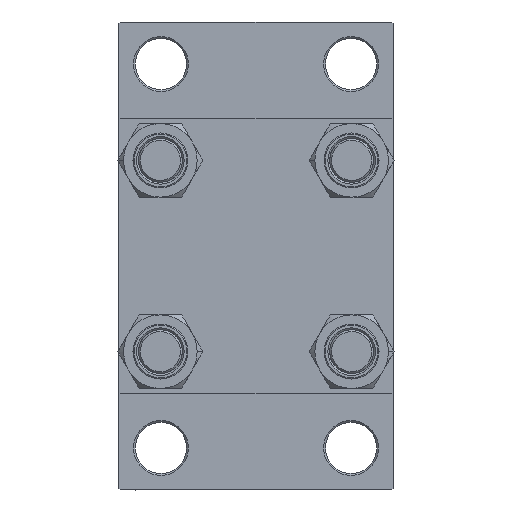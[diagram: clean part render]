
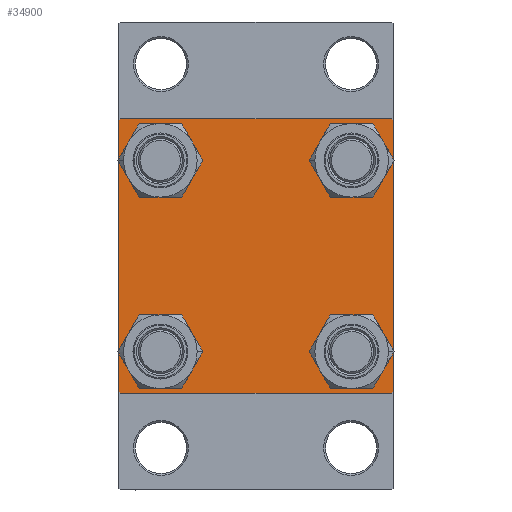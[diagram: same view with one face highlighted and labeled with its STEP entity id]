
A CAD part, left-side view. The second image highlights one B-rep face of the part: STEP entity #34900.
In plain terms, the highlighted planar face has unit normal (-1, 0, 0).
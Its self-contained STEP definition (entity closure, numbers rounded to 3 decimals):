
#69 = EDGE_CURVE ( 'NONE', #1581, #47396, #40369, .T. ) ;
#197 = ORIENTED_EDGE ( 'NONE', *, *, #4553, .T. ) ;
#399 = CARTESIAN_POINT ( 'NONE',  ( 0., 26.15, -26.15 ) ) ;
#1289 = CARTESIAN_POINT ( 'NONE',  ( 0., 37., 37.5 ) ) ;
#1581 = VERTEX_POINT ( 'NONE', #5008 ) ;
#1884 = EDGE_CURVE ( 'NONE', #15316, #17897, #38881, .T. ) ;
#2229 = ORIENTED_EDGE ( 'NONE', *, *, #4189, .T. ) ;
#2325 = PLANE ( 'NONE',  #39922 ) ;
#3147 = EDGE_CURVE ( 'NONE', #21538, #4947, #23603, .T. ) ;
#3203 = AXIS2_PLACEMENT_3D ( 'NONE', #12018, #4121, #11061 ) ;
#3295 = LINE ( 'NONE', #46933, #23280 ) ;
#3466 = DIRECTION ( 'NONE',  ( 0., -0.707, 0.707 ) ) ;
#3631 = VERTEX_POINT ( 'NONE', #20772 ) ;
#4109 = VECTOR ( 'NONE', #40785, 1000. ) ;
#4121 = DIRECTION ( 'NONE',  ( 1., 0., 0. ) ) ;
#4189 = EDGE_CURVE ( 'NONE', #3631, #28746, #25138, .T. ) ;
#4275 = ORIENTED_EDGE ( 'NONE', *, *, #3147, .T. ) ;
#4424 = DIRECTION ( 'NONE',  ( 0., 0., 1. ) ) ;
#4553 = EDGE_CURVE ( 'NONE', #40510, #1581, #38038, .T. ) ;
#4597 = CARTESIAN_POINT ( 'NONE',  ( 0., -26.15, -32.65 ) ) ;
#4947 = VERTEX_POINT ( 'NONE', #18493 ) ;
#5008 = CARTESIAN_POINT ( 'NONE',  ( 0., -37., -37.5 ) ) ;
#5617 = EDGE_LOOP ( 'NONE', ( #36812, #39013 ) ) ;
#6138 = CARTESIAN_POINT ( 'NONE',  ( 0., 0., 0. ) ) ;
#6305 = CARTESIAN_POINT ( 'NONE',  ( 0., 26.15, 26.15 ) ) ;
#6370 = DIRECTION ( 'NONE',  ( 0., 0., 1. ) ) ;
#6400 = CARTESIAN_POINT ( 'NONE',  ( 0., -37.5, 37. ) ) ;
#6824 = VECTOR ( 'NONE', #45937, 1000. ) ;
#7287 = CARTESIAN_POINT ( 'NONE',  ( 0., -37.25, -37.25 ) ) ;
#7305 = DIRECTION ( 'NONE',  ( 0., 0., -1. ) ) ;
#7759 = LINE ( 'NONE', #33917, #42285 ) ;
#7858 = AXIS2_PLACEMENT_3D ( 'NONE', #27515, #22880, #4424 ) ;
#9317 = VERTEX_POINT ( 'NONE', #37939 ) ;
#9467 = EDGE_LOOP ( 'NONE', ( #26281, #2229 ) ) ;
#9995 = CARTESIAN_POINT ( 'NONE',  ( 0., 37.25, -37.25 ) ) ;
#10090 = ORIENTED_EDGE ( 'NONE', *, *, #11303, .T. ) ;
#10583 = AXIS2_PLACEMENT_3D ( 'NONE', #42921, #38616, #13653 ) ;
#10670 = ORIENTED_EDGE ( 'NONE', *, *, #41534, .T. ) ;
#11061 = DIRECTION ( 'NONE',  ( 0., 0., 1. ) ) ;
#11303 = EDGE_CURVE ( 'NONE', #9317, #27964, #31407, .T. ) ;
#11695 = CIRCLE ( 'NONE', #7858, 6.5 ) ;
#12018 = CARTESIAN_POINT ( 'NONE',  ( 0., -26.15, 26.15 ) ) ;
#12062 = AXIS2_PLACEMENT_3D ( 'NONE', #399, #22679, #25803 ) ;
#12487 = LINE ( 'NONE', #45351, #21475 ) ;
#12919 = VERTEX_POINT ( 'NONE', #1289 ) ;
#13653 = DIRECTION ( 'NONE',  ( 0., 0., 1. ) ) ;
#14554 = AXIS2_PLACEMENT_3D ( 'NONE', #34862, #20458, #38205 ) ;
#14843 = EDGE_CURVE ( 'NONE', #28746, #3631, #39184, .T. ) ;
#15316 = VERTEX_POINT ( 'NONE', #44249 ) ;
#15731 = CARTESIAN_POINT ( 'NONE',  ( 0., 37.5, 37. ) ) ;
#16021 = EDGE_CURVE ( 'NONE', #17897, #15316, #17769, .T. ) ;
#16135 = EDGE_CURVE ( 'NONE', #16889, #40510, #39724, .T. ) ;
#16278 = DIRECTION ( 'NONE',  ( 0., 0.707, 0.707 ) ) ;
#16490 = CARTESIAN_POINT ( 'NONE',  ( 0., 37.5, -37. ) ) ;
#16889 = VERTEX_POINT ( 'NONE', #16490 ) ;
#16992 = AXIS2_PLACEMENT_3D ( 'NONE', #42624, #41898, #34964 ) ;
#17054 = VERTEX_POINT ( 'NONE', #15731 ) ;
#17112 = DIRECTION ( 'NONE',  ( 0., 0., 1. ) ) ;
#17769 = CIRCLE ( 'NONE', #16992, 6.5 ) ;
#17897 = VERTEX_POINT ( 'NONE', #32299 ) ;
#17935 = CARTESIAN_POINT ( 'NONE',  ( 0., 37., -37.5 ) ) ;
#18369 = DIRECTION ( 'NONE',  ( 0., -0.707, -0.707 ) ) ;
#18493 = CARTESIAN_POINT ( 'NONE',  ( 0., 26.15, 19.65 ) ) ;
#18655 = CARTESIAN_POINT ( 'NONE',  ( 0., -37.5, -37. ) ) ;
#19717 = VECTOR ( 'NONE', #3466, 1000. ) ;
#20182 = CARTESIAN_POINT ( 'NONE',  ( 0., -37., 37.5 ) ) ;
#20458 = DIRECTION ( 'NONE',  ( 1., 0., 0. ) ) ;
#20772 = CARTESIAN_POINT ( 'NONE',  ( 0., -26.15, 19.65 ) ) ;
#20999 = FACE_BOUND ( 'NONE', #5617, .T. ) ;
#21461 = FACE_BOUND ( 'NONE', #9467, .T. ) ;
#21475 = VECTOR ( 'NONE', #27359, 1000. ) ;
#21538 = VERTEX_POINT ( 'NONE', #43200 ) ;
#22679 = DIRECTION ( 'NONE',  ( 1., 0., 0. ) ) ;
#22862 = ORIENTED_EDGE ( 'NONE', *, *, #42627, .T. ) ;
#22880 = DIRECTION ( 'NONE',  ( 1., 0., 0. ) ) ;
#23280 = VECTOR ( 'NONE', #46469, 1000. ) ;
#23603 = CIRCLE ( 'NONE', #38914, 6.5 ) ;
#23721 = LINE ( 'NONE', #43317, #32469 ) ;
#24220 = EDGE_LOOP ( 'NONE', ( #33161, #46286, #197, #41217, #37068, #10670, #24488, #35612 ) ) ;
#24488 = ORIENTED_EDGE ( 'NONE', *, *, #44787, .F. ) ;
#25138 = CIRCLE ( 'NONE', #10583, 6.5 ) ;
#25803 = DIRECTION ( 'NONE',  ( 0., 0., 1. ) ) ;
#26281 = ORIENTED_EDGE ( 'NONE', *, *, #14843, .T. ) ;
#27048 = EDGE_LOOP ( 'NONE', ( #4275, #22862 ) ) ;
#27359 = DIRECTION ( 'NONE',  ( 0., 0., -1. ) ) ;
#27515 = CARTESIAN_POINT ( 'NONE',  ( 0., 26.15, 26.15 ) ) ;
#27964 = VERTEX_POINT ( 'NONE', #4597 ) ;
#28036 = VERTEX_POINT ( 'NONE', #20182 ) ;
#28746 = VERTEX_POINT ( 'NONE', #45898 ) ;
#29250 = VECTOR ( 'NONE', #18369, 1000. ) ;
#29303 = EDGE_CURVE ( 'NONE', #27964, #9317, #42005, .T. ) ;
#29525 = CARTESIAN_POINT ( 'NONE',  ( 0., 37.5, 37.5 ) ) ;
#31309 = AXIS2_PLACEMENT_3D ( 'NONE', #38946, #35599, #17112 ) ;
#31407 = CIRCLE ( 'NONE', #14554, 6.5 ) ;
#31798 = FACE_BOUND ( 'NONE', #34387, .T. ) ;
#32299 = CARTESIAN_POINT ( 'NONE',  ( 0., 26.15, -19.65 ) ) ;
#32469 = VECTOR ( 'NONE', #16278, 1000. ) ;
#32765 = EDGE_CURVE ( 'NONE', #42895, #47396, #12487, .T. ) ;
#33161 = ORIENTED_EDGE ( 'NONE', *, *, #37700, .T. ) ;
#33324 = DIRECTION ( 'NONE',  ( 1., 0., 0. ) ) ;
#33917 = CARTESIAN_POINT ( 'NONE',  ( 0., 37.5, 37.5 ) ) ;
#34321 = LINE ( 'NONE', #29525, #4109 ) ;
#34387 = EDGE_LOOP ( 'NONE', ( #10090, #35223 ) ) ;
#34862 = CARTESIAN_POINT ( 'NONE',  ( 0., -26.15, -26.15 ) ) ;
#34900 = ADVANCED_FACE ( 'NONE', ( #21461, #31798, #20999, #42592, #46424 ), #2325, .T. ) ;
#34964 = DIRECTION ( 'NONE',  ( 0., 0., 1. ) ) ;
#35223 = ORIENTED_EDGE ( 'NONE', *, *, #29303, .T. ) ;
#35599 = DIRECTION ( 'NONE',  ( 1., 0., 0. ) ) ;
#35612 = ORIENTED_EDGE ( 'NONE', *, *, #45155, .T. ) ;
#36101 = DIRECTION ( 'NONE',  ( -1., 0., 0. ) ) ;
#36812 = ORIENTED_EDGE ( 'NONE', *, *, #16021, .T. ) ;
#37068 = ORIENTED_EDGE ( 'NONE', *, *, #32765, .F. ) ;
#37700 = EDGE_CURVE ( 'NONE', #17054, #16889, #7759, .T. ) ;
#37939 = CARTESIAN_POINT ( 'NONE',  ( 0., -26.15, -19.65 ) ) ;
#38038 = LINE ( 'NONE', #38748, #6824 ) ;
#38205 = DIRECTION ( 'NONE',  ( 0., 0., 1. ) ) ;
#38616 = DIRECTION ( 'NONE',  ( 1., 0., 0. ) ) ;
#38748 = CARTESIAN_POINT ( 'NONE',  ( 0., 37.5, -37.5 ) ) ;
#38881 = CIRCLE ( 'NONE', #12062, 6.5 ) ;
#38914 = AXIS2_PLACEMENT_3D ( 'NONE', #6305, #33324, #43460 ) ;
#38946 = CARTESIAN_POINT ( 'NONE',  ( 0., -26.15, -26.15 ) ) ;
#39013 = ORIENTED_EDGE ( 'NONE', *, *, #1884, .T. ) ;
#39184 = CIRCLE ( 'NONE', #3203, 6.5 ) ;
#39724 = LINE ( 'NONE', #9995, #29250 ) ;
#39922 = AXIS2_PLACEMENT_3D ( 'NONE', #6138, #36101, #6370 ) ;
#40369 = LINE ( 'NONE', #7287, #19717 ) ;
#40510 = VERTEX_POINT ( 'NONE', #17935 ) ;
#40785 = DIRECTION ( 'NONE',  ( 0., -1., 0. ) ) ;
#41217 = ORIENTED_EDGE ( 'NONE', *, *, #69, .T. ) ;
#41534 = EDGE_CURVE ( 'NONE', #42895, #28036, #23721, .T. ) ;
#41898 = DIRECTION ( 'NONE',  ( 1., 0., 0. ) ) ;
#42005 = CIRCLE ( 'NONE', #31309, 6.5 ) ;
#42285 = VECTOR ( 'NONE', #7305, 1000. ) ;
#42592 = FACE_BOUND ( 'NONE', #27048, .T. ) ;
#42624 = CARTESIAN_POINT ( 'NONE',  ( 0., 26.15, -26.15 ) ) ;
#42627 = EDGE_CURVE ( 'NONE', #4947, #21538, #11695, .T. ) ;
#42895 = VERTEX_POINT ( 'NONE', #6400 ) ;
#42921 = CARTESIAN_POINT ( 'NONE',  ( 0., -26.15, 26.15 ) ) ;
#43200 = CARTESIAN_POINT ( 'NONE',  ( 0., 26.15, 32.65 ) ) ;
#43317 = CARTESIAN_POINT ( 'NONE',  ( 0., -37.25, 37.25 ) ) ;
#43460 = DIRECTION ( 'NONE',  ( 0., 0., 1. ) ) ;
#44249 = CARTESIAN_POINT ( 'NONE',  ( 0., 26.15, -32.65 ) ) ;
#44787 = EDGE_CURVE ( 'NONE', #12919, #28036, #34321, .T. ) ;
#45155 = EDGE_CURVE ( 'NONE', #12919, #17054, #3295, .T. ) ;
#45351 = CARTESIAN_POINT ( 'NONE',  ( 0., -37.5, 37.5 ) ) ;
#45898 = CARTESIAN_POINT ( 'NONE',  ( 0., -26.15, 32.65 ) ) ;
#45937 = DIRECTION ( 'NONE',  ( 0., -1., 0. ) ) ;
#46286 = ORIENTED_EDGE ( 'NONE', *, *, #16135, .T. ) ;
#46424 = FACE_OUTER_BOUND ( 'NONE', #24220, .T. ) ;
#46469 = DIRECTION ( 'NONE',  ( 0., 0.707, -0.707 ) ) ;
#46933 = CARTESIAN_POINT ( 'NONE',  ( 0., 37.25, 37.25 ) ) ;
#47396 = VERTEX_POINT ( 'NONE', #18655 ) ;
